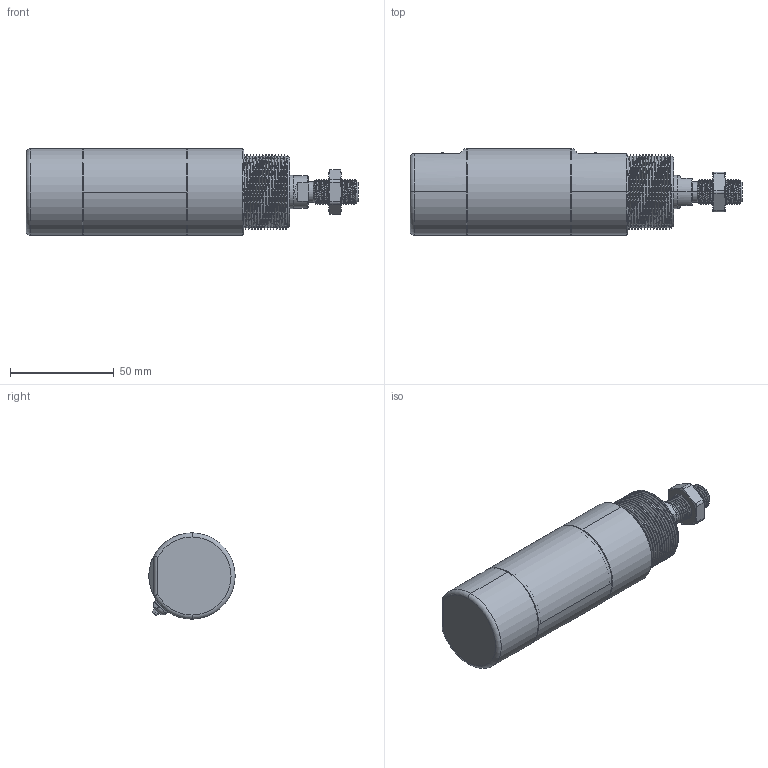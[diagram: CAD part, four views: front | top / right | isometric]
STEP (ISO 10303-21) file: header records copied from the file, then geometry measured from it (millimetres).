
FILE_DESCRIPTION (( 'STEP AP214' ), '1' );
FILE_NAME ('U040 0000 0914.STEP', '2021-05-05T06:09:39', ( '' ), ( '' ), 'SwSTEP 2.0', 'SolidWorks 2019', '' );
FILE_SCHEMA (( 'AUTOMOTIVE_DESIGN' ));
Length unit declared in the file: millimetre
Products named in the file (18): 9036-01; Oring_ORING 02,9 X 1,2; 9040-35-R_1040-35-0; Bremsepakning_PP2028N3589; Bremseskrue 16-50; Afstryger (32-125)_407285; 1040-09; 9016-34_9016-34-0; 9037-01-1; Leje_PAP1610P11; Magnet_9340; 9040-36JB2_9040-36JB2; U040 0000 0914; Stempelstangsmøtrik_U1904030; Oring_ORING 37,82 X 1,78; 1040-14; Stempeltætning_E44030N3578
Assembly tree (24 placements, depth 3):
  U040 0000 0914
    1040-09
    1040-14
    9016-34_9016-34-0
    9040-35-R_1040-35-0
    Bremseskrue 16-50
      9036-01
      9037-01-1
      Oring_ORING 02,9 X 1,2
    Bremseskrue 16-50
      9036-01
      9037-01-1
      Oring_ORING 02,9 X 1,2
    Afstryger (32-125)_407285
    9040-36JB2_9040-36JB2  x2
    Oring_ORING 37,82 X 1,78  x2
    Magnet_9340
    Stempeltætning_E44030N3578  x2
    Leje_PAP1610P11
    Bremsepakning_PP2028N3589  x2
    Stempelstangsmøtrik_U1904030
Bounding box: 160 x 41.6 x 41.6 mm (x, y, z)
Volume: 142549.3 mm3; surface area: 80737 mm2
Topology: 22 solids, 22 shells, 656 faces, 1485 edges, 912 vertices
Faces by surface type: cylinder 272, plane 163, cone 141, torus 71, bspline 9
Entity records: 26078 total; most frequent: CARTESIAN_POINT 14180, DIRECTION 2414, ORIENTED_EDGE 2290, EDGE_CURVE 1145, AXIS2_PLACEMENT_3D 1010, VERTEX_POINT 707, EDGE_LOOP 572, FACE_OUTER_BOUND 502
